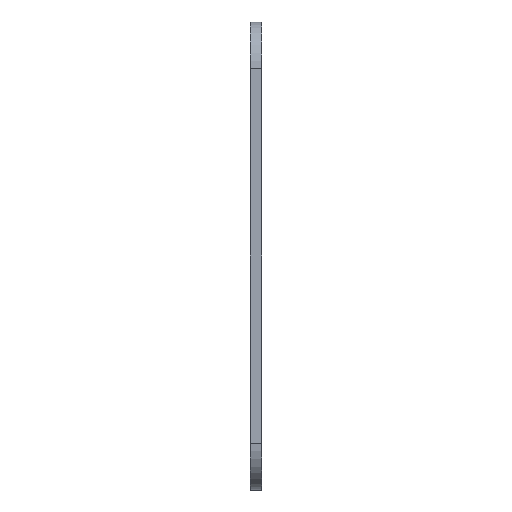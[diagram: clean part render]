
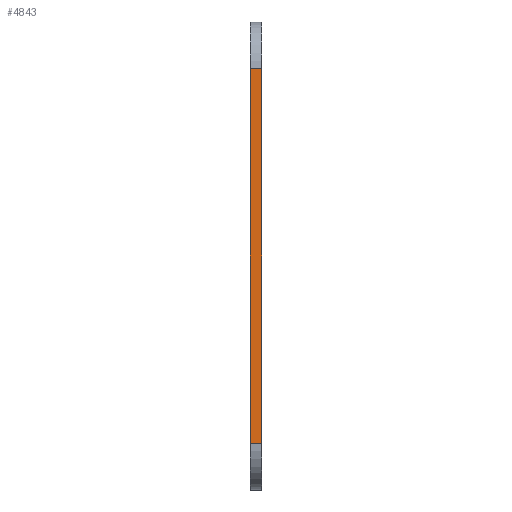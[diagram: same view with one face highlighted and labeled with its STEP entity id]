
A CAD part, left-side view. The second image highlights one B-rep face of the part: STEP entity #4843.
In plain terms, the highlighted planar face has unit normal (-1, 0, 0).
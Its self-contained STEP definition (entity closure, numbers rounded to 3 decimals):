
#131=PLANE('',#5337);
#503=LINE('',#7944,#973);
#596=LINE('',#8217,#1066);
#597=LINE('',#8218,#1067);
#598=LINE('',#8219,#1068);
#973=VECTOR('',#6481,1.);
#1066=VECTOR('',#6768,1.);
#1067=VECTOR('',#6769,1.);
#1068=VECTOR('',#6770,1.);
#1331=FACE_OUTER_BOUND('',#1585,.T.);
#1585=EDGE_LOOP('',(#4214,#4215,#4216,#4217));
#2243=VERTEX_POINT('',#7941);
#2244=VERTEX_POINT('',#7943);
#2326=VERTEX_POINT('',#8215);
#2327=VERTEX_POINT('',#8216);
#2900=EDGE_CURVE('',#2244,#2243,#503,.T.);
#3036=EDGE_CURVE('',#2326,#2327,#596,.T.);
#3037=EDGE_CURVE('',#2244,#2327,#597,.T.);
#3038=EDGE_CURVE('',#2243,#2326,#598,.T.);
#4214=ORIENTED_EDGE('',*,*,#3036,.T.);
#4215=ORIENTED_EDGE('',*,*,#3037,.F.);
#4216=ORIENTED_EDGE('',*,*,#2900,.T.);
#4217=ORIENTED_EDGE('',*,*,#3038,.T.);
#4843=ADVANCED_FACE('',(#1331),#131,.T.);
#5337=AXIS2_PLACEMENT_3D('',#8214,#6766,#6767);
#6481=DIRECTION('',(0.,0.,-1.));
#6766=DIRECTION('center_axis',(-1.,0.,0.));
#6767=DIRECTION('ref_axis',(0.,0.,-1.));
#6768=DIRECTION('',(0.,0.,1.));
#6769=DIRECTION('',(0.,-1.,0.));
#6770=DIRECTION('',(0.,-1.,0.));
#7941=CARTESIAN_POINT('',(-40.,10.,-16.));
#7943=CARTESIAN_POINT('',(-40.,10.,16.));
#7944=CARTESIAN_POINT('',(-40.,10.,16.));
#8214=CARTESIAN_POINT('Origin',(-40.,10.,0.));
#8215=CARTESIAN_POINT('',(-40.,9.,-16.));
#8216=CARTESIAN_POINT('',(-40.,9.,16.));
#8217=CARTESIAN_POINT('',(-40.,9.,16.));
#8218=CARTESIAN_POINT('',(-40.,10.,16.));
#8219=CARTESIAN_POINT('',(-40.,10.,-16.));
